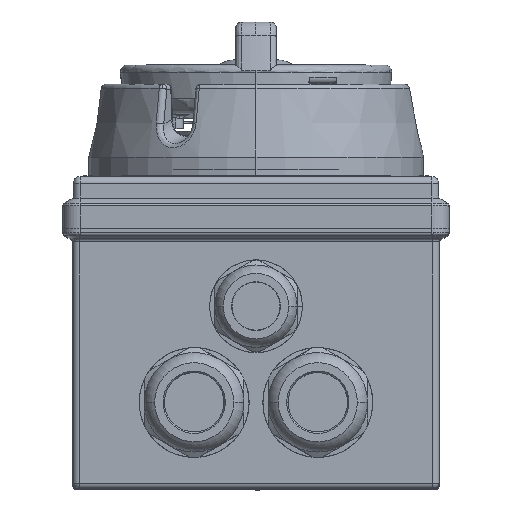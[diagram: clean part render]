
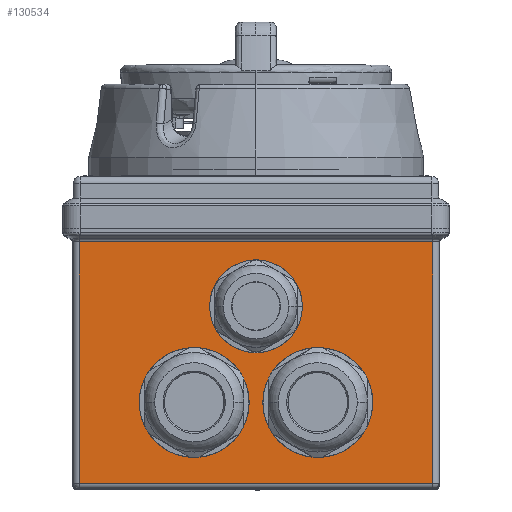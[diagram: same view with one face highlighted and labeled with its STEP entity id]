
A CAD part, top view. The second image highlights one B-rep face of the part: STEP entity #130534.
In plain terms, the highlighted face is planar.
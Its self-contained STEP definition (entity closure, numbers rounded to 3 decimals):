
#3129 = DIRECTION ( 'NONE',  ( 0., 0., 1. ) ) ;
#6044 = CARTESIAN_POINT ( 'NONE',  ( -82.3, -22.8, -0.001 ) ) ;
#7527 = VECTOR ( 'NONE', #59878, 1000. ) ;
#8543 = AXIS2_PLACEMENT_3D ( 'NONE', #164130, #104293, #14056 ) ;
#10012 = EDGE_LOOP ( 'NONE', ( #45488, #38803 ) ) ;
#13794 = DIRECTION ( 'NONE',  ( -1., 0., 0. ) ) ;
#13971 = DIRECTION ( 'NONE',  ( 0., 1., 0. ) ) ;
#14056 = DIRECTION ( 'NONE',  ( 0., 0., 1. ) ) ;
#16256 = EDGE_CURVE ( 'NONE', #132945, #191788, #142493, .T. ) ;
#16285 = EDGE_CURVE ( 'NONE', #191788, #100741, #93096, .T. ) ;
#17631 = AXIS2_PLACEMENT_3D ( 'NONE', #183471, #93399, #3129 ) ;
#21219 = DIRECTION ( 'NONE',  ( 0., 0., 1. ) ) ;
#23954 = DIRECTION ( 'NONE',  ( 0., 0., 1. ) ) ;
#28213 = AXIS2_PLACEMENT_3D ( 'NONE', #151104, #60969, #166228 ) ;
#29303 = ORIENTED_EDGE ( 'NONE', *, *, #35014, .T. ) ;
#30533 = ORIENTED_EDGE ( 'NONE', *, *, #148577, .F. ) ;
#31665 = CIRCLE ( 'NONE', #28213, 12.75 ) ;
#34865 = FACE_BOUND ( 'NONE', #141178, .T. ) ;
#35014 = EDGE_CURVE ( 'NONE', #100741, #99313, #92447, .T. ) ;
#35593 = AXIS2_PLACEMENT_3D ( 'NONE', #37573, #142845, #52752 ) ;
#37573 = CARTESIAN_POINT ( 'NONE',  ( -82.3, -50.799, -18.003 ) ) ;
#38803 = ORIENTED_EDGE ( 'NONE', *, *, #49691, .F. ) ;
#40027 = ORIENTED_EDGE ( 'NONE', *, *, #16256, .T. ) ;
#40461 = CARTESIAN_POINT ( 'NONE',  ( -82.3, -22.8, -0.001 ) ) ;
#44300 = CARTESIAN_POINT ( 'NONE',  ( -82.3, -75.8, 51.5 ) ) ;
#44734 = CARTESIAN_POINT ( 'NONE',  ( -82.3, -75.8, -51.5 ) ) ;
#45488 = ORIENTED_EDGE ( 'NONE', *, *, #75373, .F. ) ;
#47552 = CARTESIAN_POINT ( 'NONE',  ( -82.3, -4.056, -53.3 ) ) ;
#49691 = EDGE_CURVE ( 'NONE', #169646, #93600, #75233, .T. ) ;
#51543 = EDGE_CURVE ( 'NONE', #58348, #115201, #164104, .T. ) ;
#52752 = DIRECTION ( 'NONE',  ( 0., 0., 1. ) ) ;
#55620 = DIRECTION ( 'NONE',  ( 0., 0., 1. ) ) ;
#58348 = VERTEX_POINT ( 'NONE', #110978 ) ;
#59878 = DIRECTION ( 'NONE',  ( 0., -1., 0. ) ) ;
#60969 = DIRECTION ( 'NONE',  ( -1., 0., 0. ) ) ;
#61220 = EDGE_CURVE ( 'NONE', #185056, #121511, #112843, .T. ) ;
#62804 = EDGE_LOOP ( 'NONE', ( #137761, #81863 ) ) ;
#63826 = ORIENTED_EDGE ( 'NONE', *, *, #16285, .T. ) ;
#65289 = CARTESIAN_POINT ( 'NONE',  ( -82.3, -22.8, -10.251 ) ) ;
#66184 = EDGE_CURVE ( 'NONE', #115201, #58348, #135814, .T. ) ;
#72846 = FACE_BOUND ( 'NONE', #10012, .T. ) ;
#75233 = CIRCLE ( 'NONE', #80877, 12.75 ) ;
#75373 = EDGE_CURVE ( 'NONE', #93600, #169646, #94505, .T. ) ;
#75847 = CARTESIAN_POINT ( 'NONE',  ( -82.3, -4.056, 51.5 ) ) ;
#80877 = AXIS2_PLACEMENT_3D ( 'NONE', #104049, #13794, #119109 ) ;
#81863 = ORIENTED_EDGE ( 'NONE', *, *, #66184, .F. ) ;
#81876 = CARTESIAN_POINT ( 'NONE',  ( -82.3, -50.801, 5.247 ) ) ;
#88013 = LINE ( 'NONE', #114092, #158580 ) ;
#89138 = PLANE ( 'NONE',  #8543 ) ;
#92447 = LINE ( 'NONE', #44734, #7527 ) ;
#93096 = LINE ( 'NONE', #47552, #173058 ) ;
#93399 = DIRECTION ( 'NONE',  ( -1., 0., 0. ) ) ;
#93584 = CARTESIAN_POINT ( 'NONE',  ( -82.3, -74.3, -51.5 ) ) ;
#93600 = VERTEX_POINT ( 'NONE', #166370 ) ;
#93746 = CARTESIAN_POINT ( 'NONE',  ( -82.3, -4.056, -51.5 ) ) ;
#94505 = CIRCLE ( 'NONE', #35593, 12.75 ) ;
#99313 = VERTEX_POINT ( 'NONE', #93584 ) ;
#100741 = VERTEX_POINT ( 'NONE', #93746 ) ;
#104049 = CARTESIAN_POINT ( 'NONE',  ( -82.3, -50.799, -18.003 ) ) ;
#104293 = DIRECTION ( 'NONE',  ( -1., 0., 0. ) ) ;
#108162 = FACE_BOUND ( 'NONE', #62804, .T. ) ;
#108836 = AXIS2_PLACEMENT_3D ( 'NONE', #40461, #145695, #55620 ) ;
#110978 = CARTESIAN_POINT ( 'NONE',  ( -82.3, -22.8, 10.249 ) ) ;
#111406 = DIRECTION ( 'NONE',  ( -1., 0., 0. ) ) ;
#112843 = CIRCLE ( 'NONE', #17631, 12.75 ) ;
#114092 = CARTESIAN_POINT ( 'NONE',  ( -82.3, -74.3, -53.3 ) ) ;
#115201 = VERTEX_POINT ( 'NONE', #65289 ) ;
#119109 = DIRECTION ( 'NONE',  ( 0., 0., 1. ) ) ;
#121511 = VERTEX_POINT ( 'NONE', #153749 ) ;
#130534 = ADVANCED_FACE ( 'NONE', ( #108162, #34865, #72846, #148156 ), #89138, .T. ) ;
#130645 = ORIENTED_EDGE ( 'NONE', *, *, #181434, .T. ) ;
#132945 = VERTEX_POINT ( 'NONE', #143297 ) ;
#135814 = CIRCLE ( 'NONE', #140451, 10.25 ) ;
#137761 = ORIENTED_EDGE ( 'NONE', *, *, #51543, .F. ) ;
#137772 = VECTOR ( 'NONE', #13971, 1000. ) ;
#140451 = AXIS2_PLACEMENT_3D ( 'NONE', #6044, #111406, #21219 ) ;
#141178 = EDGE_LOOP ( 'NONE', ( #30533, #173742 ) ) ;
#142493 = LINE ( 'NONE', #44300, #137772 ) ;
#142845 = DIRECTION ( 'NONE',  ( -1., 0., 0. ) ) ;
#143297 = CARTESIAN_POINT ( 'NONE',  ( -82.3, -74.3, 51.5 ) ) ;
#145695 = DIRECTION ( 'NONE',  ( -1., 0., 0. ) ) ;
#148156 = FACE_OUTER_BOUND ( 'NONE', #164037, .T. ) ;
#148577 = EDGE_CURVE ( 'NONE', #121511, #185056, #31665, .T. ) ;
#151104 = CARTESIAN_POINT ( 'NONE',  ( -82.3, -50.801, 17.997 ) ) ;
#152779 = DIRECTION ( 'NONE',  ( 0., 0., -1. ) ) ;
#153749 = CARTESIAN_POINT ( 'NONE',  ( -82.3, -50.801, 30.747 ) ) ;
#158580 = VECTOR ( 'NONE', #23954, 1000. ) ;
#164037 = EDGE_LOOP ( 'NONE', ( #29303, #130645, #40027, #63826 ) ) ;
#164104 = CIRCLE ( 'NONE', #108836, 10.25 ) ;
#164130 = CARTESIAN_POINT ( 'NONE',  ( -82.3, -75.8, -53.3 ) ) ;
#166228 = DIRECTION ( 'NONE',  ( 0., 0., 1. ) ) ;
#166370 = CARTESIAN_POINT ( 'NONE',  ( -82.3, -50.799, -5.253 ) ) ;
#169646 = VERTEX_POINT ( 'NONE', #183325 ) ;
#173058 = VECTOR ( 'NONE', #152779, 1000. ) ;
#173742 = ORIENTED_EDGE ( 'NONE', *, *, #61220, .F. ) ;
#181434 = EDGE_CURVE ( 'NONE', #99313, #132945, #88013, .T. ) ;
#183325 = CARTESIAN_POINT ( 'NONE',  ( -82.3, -50.799, -30.753 ) ) ;
#183471 = CARTESIAN_POINT ( 'NONE',  ( -82.3, -50.801, 17.997 ) ) ;
#185056 = VERTEX_POINT ( 'NONE', #81876 ) ;
#191788 = VERTEX_POINT ( 'NONE', #75847 ) ;
